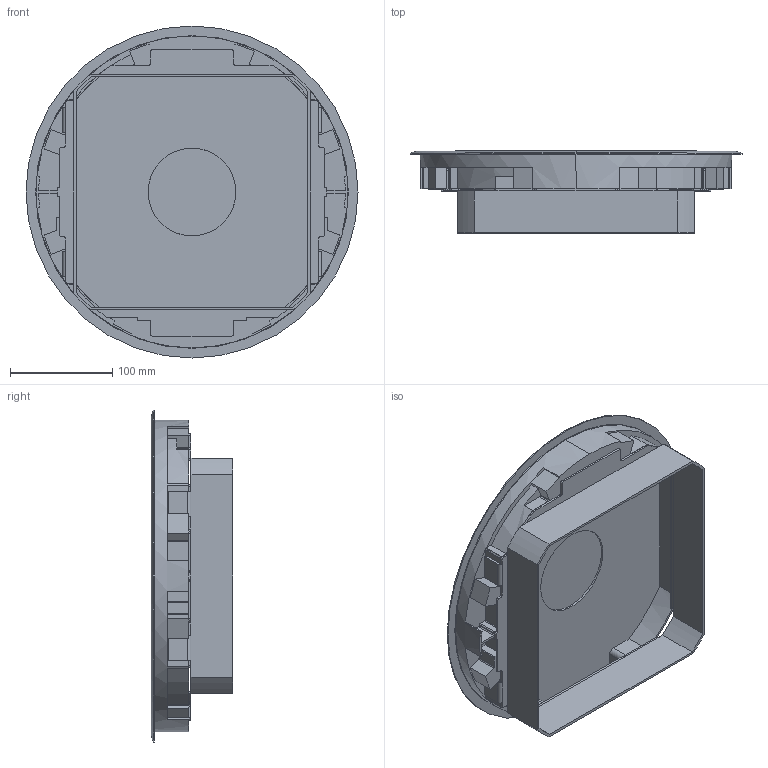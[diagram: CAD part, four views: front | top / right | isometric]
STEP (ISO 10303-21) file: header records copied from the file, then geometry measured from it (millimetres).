
FILE_DESCRIPTION((''),'2;1');
FILE_NAME('VANR1201_ASM','2022-08-17T10:58:36',('mengusl'),(''),'CREO PARAMETRIC BY PTC INC, 2022024','CREO PARAMETRIC BY PTC INC, 2022024','');
FILE_SCHEMA(('AUTOMOTIVE_DESIGN { 1 0 10303 214 1 1 1 1 }'));
Length unit declared in the file: millimetre
Products named in the file (12): ADAPTERBLECH_VAN_R0001; ADAPTERBLECH_VAN_R0002; RAHMEN_KD_R3R5_ALU_NACHBEARBEIT; ADAPTERBLECH_VAN_R0003; RASTLEITER_KEQ12_STANDARD; VAN_R12_RAHMEN_MIT_PA6_RASTLEIT_ASM; VERRUNDUNG1; O-RING; VAN_DECKEL_RILLEN_ALUTUBUS_RILL_ASM; VAN_TUBUS_AL_DECKEL; VANR1201_1_ASM; VANR1201_ASM
Assembly tree (12 placements, depth 4):
  VANR1201_ASM
    VANR1201_1_ASM
      VAN_R12_RAHMEN_MIT_PA6_RASTLEIT_ASM
        ADAPTERBLECH_VAN_R0001
        ADAPTERBLECH_VAN_R0002  x2
        RAHMEN_KD_R3R5_ALU_NACHBEARBEIT
        ADAPTERBLECH_VAN_R0003
        RASTLEITER_KEQ12_STANDARD
      VAN_DECKEL_RILLEN_ALUTUBUS_RILL_ASM
        VERRUNDUNG1
        O-RING
      VAN_TUBUS_AL_DECKEL
Bounding box: 325 x 80 x 325 mm (x, y, z)
Volume: 1205795.9 mm3; surface area: 429587.5 mm2
Topology: 9 solids, 9 shells, 360 faces, 977 edges, 640 vertices
Faces by surface type: plane 184, cylinder 154, torus 14, cone 8
Entity records: 12237 total; most frequent: DIRECTION 2069, CARTESIAN_POINT 1935, ORIENTED_EDGE 1706, EDGE_CURVE 853, AXIS2_PLACEMENT_3D 758, VERTEX_POINT 560, VECTOR 520, LINE 520
